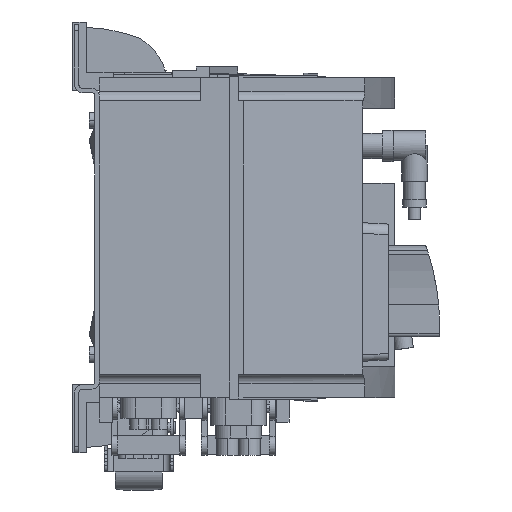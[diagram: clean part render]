
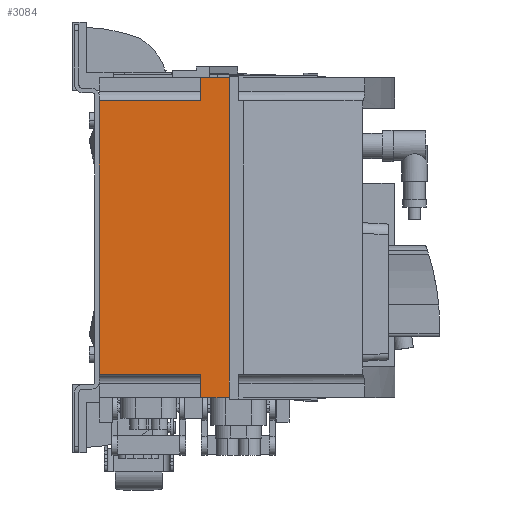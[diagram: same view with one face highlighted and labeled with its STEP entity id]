
A CAD part, left-side view. The second image highlights one B-rep face of the part: STEP entity #3084.
In plain terms, the highlighted planar face has unit normal (-1, 0, 0).
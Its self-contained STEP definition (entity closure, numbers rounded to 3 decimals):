
#3084=ADVANCED_FACE('',(#6498),#6499,.T.);
#6498=FACE_OUTER_BOUND('',#10134,.T.);
#6499=PLANE('',#10135);
#10134=EDGE_LOOP('',(#19619,#19620,#19621,#19622,#19623,#19624,#19625,#19626));
#10135=AXIS2_PLACEMENT_3D('',#19627,#19628,#19629);
#19619=ORIENTED_EDGE('',*,*,#25214,.T.);
#19620=ORIENTED_EDGE('',*,*,#25265,.T.);
#19621=ORIENTED_EDGE('',*,*,#24821,.T.);
#19622=ORIENTED_EDGE('',*,*,#25266,.T.);
#19623=ORIENTED_EDGE('',*,*,#25267,.T.);
#19624=ORIENTED_EDGE('',*,*,#24965,.F.);
#19625=ORIENTED_EDGE('',*,*,#25268,.T.);
#19626=ORIENTED_EDGE('',*,*,#25261,.T.);
#19627=CARTESIAN_POINT('',(-288.2,-23.5,-84.6));
#19628=DIRECTION('',(-1.0,0.0,0.0));
#19629=DIRECTION('',(0.0,-1.0,0.0));
#24821=EDGE_CURVE('',#30661,#30659,#30662,.T.);
#24965=EDGE_CURVE('',#30902,#30904,#30905,.T.);
#25214=EDGE_CURVE('',#31255,#31253,#31256,.T.);
#25261=EDGE_CURVE('',#31325,#31255,#31326,.T.);
#25265=EDGE_CURVE('',#31253,#30661,#31331,.T.);
#25266=EDGE_CURVE('',#30659,#31332,#31333,.T.);
#25267=EDGE_CURVE('',#31332,#30904,#31334,.T.);
#25268=EDGE_CURVE('',#30902,#31325,#31335,.T.);
#30659=VERTEX_POINT('',#41923);
#30661=VERTEX_POINT('',#41926);
#30662=LINE('',#41927,#41928);
#30902=VERTEX_POINT('',#42270);
#30904=VERTEX_POINT('',#42273);
#30905=LINE('',#42274,#42275);
#31253=VERTEX_POINT('',#42734);
#31255=VERTEX_POINT('',#42737);
#31256=LINE('',#42738,#42739);
#31325=VERTEX_POINT('',#42893);
#31326=LINE('',#42894,#42895);
#31331=LINE('',#42901,#42902);
#31332=VERTEX_POINT('',#42903);
#31333=LINE('',#42904,#42905);
#31334=LINE('',#42906,#42907);
#31335=LINE('',#42908,#42909);
#41923=CARTESIAN_POINT('',(-288.2,-60.0,-15.1));
#41926=CARTESIAN_POINT('',(-288.2,-73.5,-15.1));
#41927=CARTESIAN_POINT('',(-288.2,-40.737,-15.1));
#41928=VECTOR('',#48112,1.0);
#42270=CARTESIAN_POINT('',(-288.2,-12.5,-154.2));
#42273=CARTESIAN_POINT('',(-288.2,-12.5,-26.0));
#42274=CARTESIAN_POINT('',(-288.2,-12.5,-87.35));
#42275=VECTOR('',#48264,1.0);
#42734=CARTESIAN_POINT('',(-288.2,-73.5,-165.1));
#42737=CARTESIAN_POINT('',(-288.2,-60.0,-165.1));
#42738=CARTESIAN_POINT('',(-288.2,-40.737,-165.1));
#42739=VECTOR('',#48581,1.0);
#42893=CARTESIAN_POINT('',(-288.2,-60.0,-154.2));
#42894=CARTESIAN_POINT('',(-288.2,-60.0,-124.15));
#42895=VECTOR('',#48618,1.0);
#42901=CARTESIAN_POINT('',(-288.2,-73.5,-84.6));
#42902=VECTOR('',#48623,1.0);
#42903=CARTESIAN_POINT('',(-288.2,-60.0,-26.0));
#42904=CARTESIAN_POINT('',(-288.2,-60.0,-50.55));
#42905=VECTOR('',#48624,1.0);
#42906=CARTESIAN_POINT('',(-288.2,-4.25,-26.0));
#42907=VECTOR('',#48625,1.0);
#42908=CARTESIAN_POINT('',(-288.2,-4.25,-154.2));
#42909=VECTOR('',#48626,1.0);
#48112=DIRECTION('',(0.0,1.0,0.0));
#48264=DIRECTION('',(0.0,0.0,1.0));
#48581=DIRECTION('',(-0.0,-1.0,-0.0));
#48618=DIRECTION('',(-0.0,-0.0,-1.0));
#48623=DIRECTION('',(0.0,0.0,1.0));
#48624=DIRECTION('',(-0.0,-0.0,-1.0));
#48625=DIRECTION('',(0.0,1.0,-0.0));
#48626=DIRECTION('',(-0.0,-1.0,-0.0));
